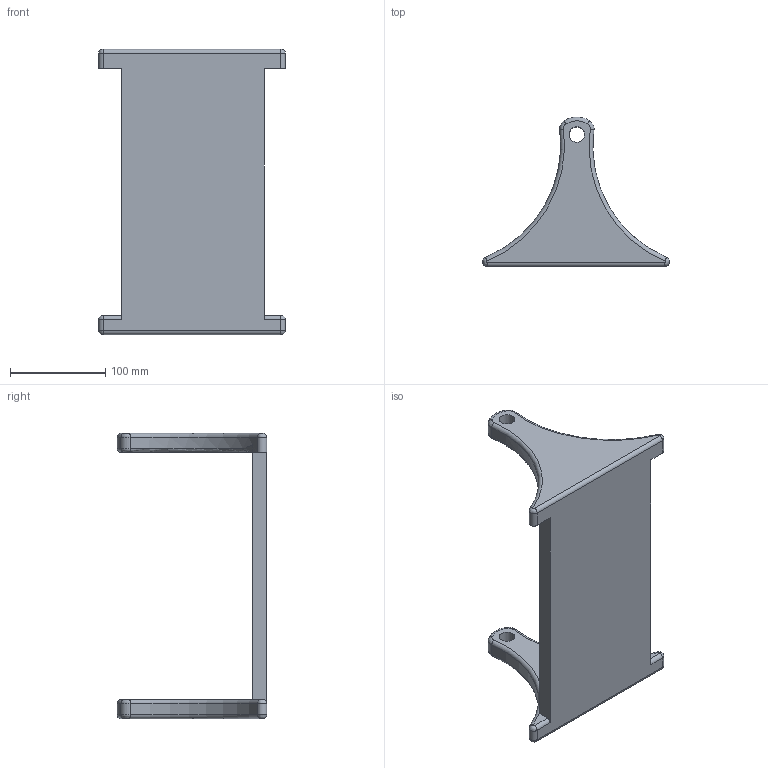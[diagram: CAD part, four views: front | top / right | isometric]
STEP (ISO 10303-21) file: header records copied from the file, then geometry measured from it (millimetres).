
FILE_DESCRIPTION(('FreeCAD Model'),'2;1');
FILE_NAME('Open CASCADE Shape Model','2025-11-10T03:19:54',('Author'),( ''),'Open CASCADE STEP processor 7.8','FreeCAD','Unknown');
FILE_SCHEMA(('AUTOMOTIVE_DESIGN { 1 0 10303 214 1 1 1 1 }'));
Length unit declared in the file: millimetre
Products named in the file (1): Fillet003
Bounding box: 196.44 x 157.14 x 300 mm (x, y, z)
Volume: 1045776.5 mm3; surface area: 150462.4 mm2
Topology: 1 solids, 1 shells, 62 faces, 149 edges, 90 vertices
Faces by surface type: cylinder 16, bspline 15, torus 13, plane 12, revolution 6
Full cylindrical faces by diameter (mm): 16.5 x2
Entity records: 2617 total; most frequent: CARTESIAN_POINT 1256, ORIENTED_EDGE 298, DIRECTION 271, EDGE_CURVE 149, AXIS2_PLACEMENT_3D 113, VERTEX_POINT 90, CIRCLE 71, FACE_BOUND 66
